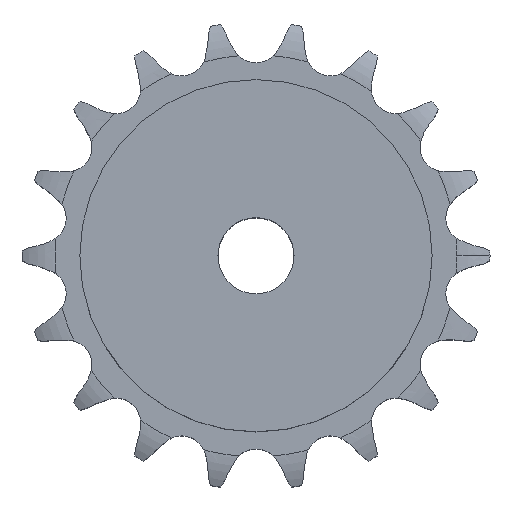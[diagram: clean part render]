
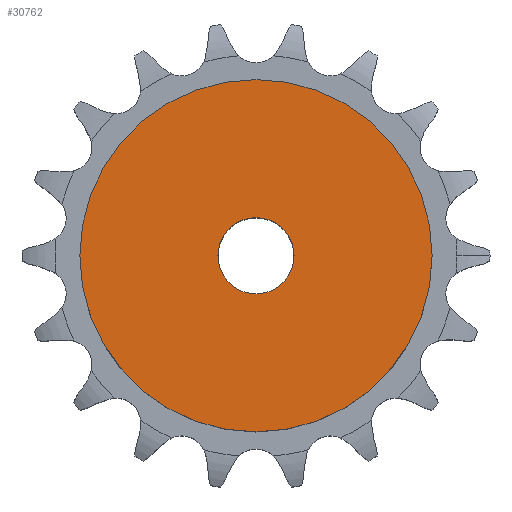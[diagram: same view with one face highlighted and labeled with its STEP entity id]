
A CAD part, top view. The second image highlights one B-rep face of the part: STEP entity #30762.
In plain terms, the highlighted planar face has unit normal (0, 0, 1).
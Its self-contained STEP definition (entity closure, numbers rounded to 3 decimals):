
#16496 = CYLINDRICAL_SURFACE('',#16497,8.);
#16497 = AXIS2_PLACEMENT_3D('',#16498,#16499,#16500);
#16498 = CARTESIAN_POINT('',(0.,0.,159.758));
#16499 = DIRECTION('',(0.,0.,1.));
#16500 = DIRECTION('',(1.,0.,0.));
#21156 = EDGE_CURVE('',#21157,#21157,#21159,.T.);
#21157 = VERTEX_POINT('',#21158);
#21158 = CARTESIAN_POINT('',(8.,0.,45.));
#21159 = SURFACE_CURVE('',#21160,(#21165,#21172),.PCURVE_S1.);
#21160 = CIRCLE('',#21161,8.);
#21161 = AXIS2_PLACEMENT_3D('',#21162,#21163,#21164);
#21162 = CARTESIAN_POINT('',(0.,0.,45.));
#21163 = DIRECTION('',(0.,0.,1.));
#21164 = DIRECTION('',(1.,0.,0.));
#21165 = PCURVE('',#16496,#21166);
#21166 = DEFINITIONAL_REPRESENTATION('',(#21167),#21171);
#21167 = LINE('',#21168,#21169);
#21168 = CARTESIAN_POINT('',(0.,-114.758));
#21169 = VECTOR('',#21170,1.);
#21170 = DIRECTION('',(1.,0.));
#21171 = ( GEOMETRIC_REPRESENTATION_CONTEXT(2) 
PARAMETRIC_REPRESENTATION_CONTEXT() REPRESENTATION_CONTEXT('2D SPACE',''
  ) );
#21172 = PCURVE('',#21173,#21178);
#21173 = PLANE('',#21174);
#21174 = AXIS2_PLACEMENT_3D('',#21175,#21176,#21177);
#21175 = CARTESIAN_POINT('',(0.,0.,45.)
  );
#21176 = DIRECTION('',(0.,0.,1.));
#21177 = DIRECTION('',(1.,0.,0.));
#21178 = DEFINITIONAL_REPRESENTATION('',(#21179),#21183);
#21179 = CIRCLE('',#21180,8.);
#21180 = AXIS2_PLACEMENT_2D('',#21181,#21182);
#21181 = CARTESIAN_POINT('',(0.,0.));
#21182 = DIRECTION('',(1.,0.));
#21183 = ( GEOMETRIC_REPRESENTATION_CONTEXT(2) 
PARAMETRIC_REPRESENTATION_CONTEXT() REPRESENTATION_CONTEXT('2D SPACE',''
  ) );
#30762 = ADVANCED_FACE('',(#30763,#30794),#21173,.T.);
#30763 = FACE_BOUND('',#30764,.T.);
#30764 = EDGE_LOOP('',(#30765));
#30765 = ORIENTED_EDGE('',*,*,#30766,.T.);
#30766 = EDGE_CURVE('',#30767,#30767,#30769,.T.);
#30767 = VERTEX_POINT('',#30768);
#30768 = CARTESIAN_POINT('',(37.,0.,45.));
#30769 = SURFACE_CURVE('',#30770,(#30775,#30782),.PCURVE_S1.);
#30770 = CIRCLE('',#30771,37.);
#30771 = AXIS2_PLACEMENT_3D('',#30772,#30773,#30774);
#30772 = CARTESIAN_POINT('',(0.,0.,45.));
#30773 = DIRECTION('',(0.,0.,1.));
#30774 = DIRECTION('',(1.,0.,0.));
#30775 = PCURVE('',#21173,#30776);
#30776 = DEFINITIONAL_REPRESENTATION('',(#30777),#30781);
#30777 = CIRCLE('',#30778,37.);
#30778 = AXIS2_PLACEMENT_2D('',#30779,#30780);
#30779 = CARTESIAN_POINT('',(0.,0.));
#30780 = DIRECTION('',(1.,0.));
#30781 = ( GEOMETRIC_REPRESENTATION_CONTEXT(2) 
PARAMETRIC_REPRESENTATION_CONTEXT() REPRESENTATION_CONTEXT('2D SPACE',''
  ) );
#30782 = PCURVE('',#30783,#30788);
#30783 = CYLINDRICAL_SURFACE('',#30784,37.);
#30784 = AXIS2_PLACEMENT_3D('',#30785,#30786,#30787);
#30785 = CARTESIAN_POINT('',(0.,0.,0.));
#30786 = DIRECTION('',(-0.,-0.,-1.));
#30787 = DIRECTION('',(1.,0.,0.));
#30788 = DEFINITIONAL_REPRESENTATION('',(#30789),#30793);
#30789 = LINE('',#30790,#30791);
#30790 = CARTESIAN_POINT('',(-0.,-45.));
#30791 = VECTOR('',#30792,1.);
#30792 = DIRECTION('',(-1.,0.));
#30793 = ( GEOMETRIC_REPRESENTATION_CONTEXT(2) 
PARAMETRIC_REPRESENTATION_CONTEXT() REPRESENTATION_CONTEXT('2D SPACE',''
  ) );
#30794 = FACE_BOUND('',#30795,.T.);
#30795 = EDGE_LOOP('',(#30796));
#30796 = ORIENTED_EDGE('',*,*,#21156,.F.);
